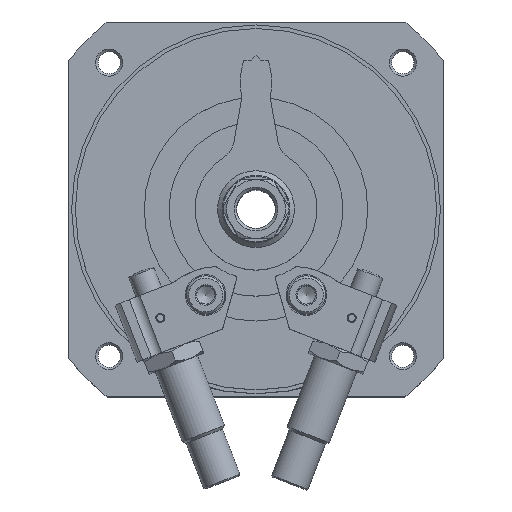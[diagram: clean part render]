
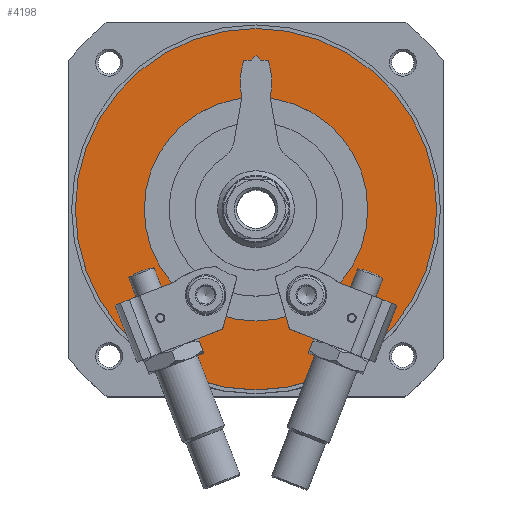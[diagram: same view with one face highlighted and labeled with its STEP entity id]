
A CAD part, top view. The second image highlights one B-rep face of the part: STEP entity #4198.
In plain terms, the highlighted face is planar.
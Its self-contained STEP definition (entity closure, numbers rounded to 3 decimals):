
#189=PLANE('',#4631);
#817=ORIENTED_EDGE('',*,*,#1857,.F.);
#818=ORIENTED_EDGE('',*,*,#1858,.T.);
#1857=EDGE_CURVE('',#2387,#2387,#2793,.T.);
#1858=EDGE_CURVE('',#2388,#2388,#2794,.T.);
#2387=VERTEX_POINT('',#6778);
#2388=VERTEX_POINT('',#6780);
#2793=CIRCLE('',#4632,40.);
#2794=CIRCLE('',#4633,24.75);
#3111=EDGE_LOOP('',(#817));
#3112=EDGE_LOOP('',(#818));
#3614=FACE_BOUND('',#3111,.T.);
#3615=FACE_BOUND('',#3112,.T.);
#4198=ADVANCED_FACE('',(#3614,#3615),#189,.F.);
#4631=AXIS2_PLACEMENT_3D('',#6776,#5327,#5328);
#4632=AXIS2_PLACEMENT_3D('',#6777,#5329,#5330);
#4633=AXIS2_PLACEMENT_3D('',#6779,#5331,#5332);
#5327=DIRECTION('',(1.,0.,0.));
#5328=DIRECTION('',(0.,0.,-1.));
#5329=DIRECTION('',(1.,0.,0.));
#5330=DIRECTION('',(0.,0.,-1.));
#5331=DIRECTION('',(1.,0.,0.));
#5332=DIRECTION('',(0.,0.,-1.));
#6776=CARTESIAN_POINT('',(-44.5,0.,0.));
#6777=CARTESIAN_POINT('',(-44.5,0.,0.));
#6778=CARTESIAN_POINT('',(-44.5,0.,-40.));
#6779=CARTESIAN_POINT('',(-44.5,0.,0.));
#6780=CARTESIAN_POINT('',(-44.5,0.,-24.75));
